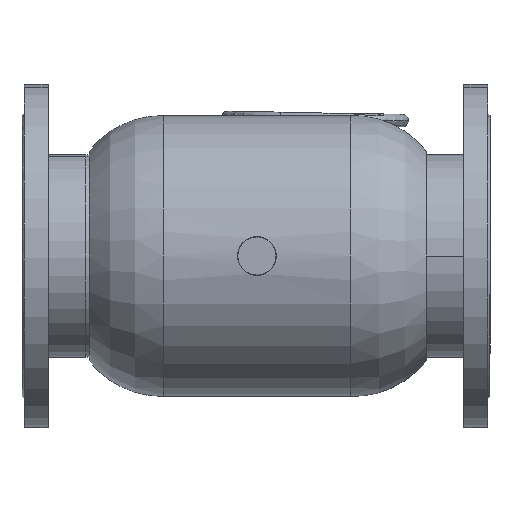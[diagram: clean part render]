
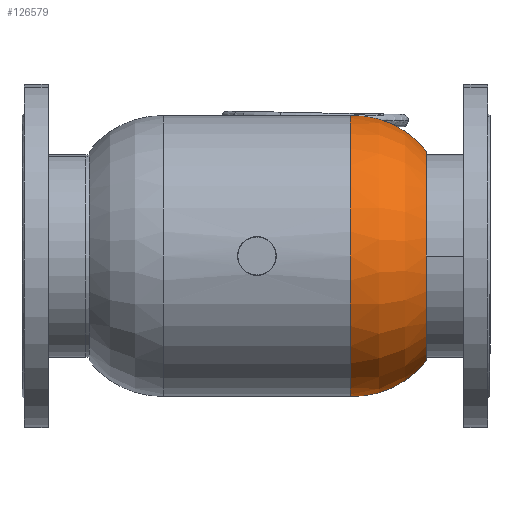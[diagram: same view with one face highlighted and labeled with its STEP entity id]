
A CAD part, front view. The second image highlights one B-rep face of the part: STEP entity #126579.
In plain terms, the highlighted toroidal (fillet/blend) face has major radius 77.068 mm and minor radius 148 mm.
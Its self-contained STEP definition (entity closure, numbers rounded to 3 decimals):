
#494 = AXIS2_PLACEMENT_3D ( 'NONE', #64692, #75718, #10798 ) ;
#3834 = CIRCLE ( 'NONE', #92676, 168. ) ;
#7283 = DIRECTION ( 'NONE',  ( -1., 0., 0. ) ) ;
#10798 = DIRECTION ( 'NONE',  ( 0., 0., -1. ) ) ;
#13627 = AXIS2_PLACEMENT_3D ( 'NONE', #110175, #21601, #85739 ) ;
#19923 = FACE_OUTER_BOUND ( 'NONE', #144943, .T. ) ;
#20058 = ORIENTED_EDGE ( 'NONE', *, *, #87877, .F. ) ;
#21601 = DIRECTION ( 'NONE',  ( 0., 1., 0. ) ) ;
#22007 = CARTESIAN_POINT ( 'NONE',  ( 271.249, 0., -168. ) ) ;
#25812 = TOROIDAL_SURFACE ( 'NONE', #138858, 77.068, 148. ) ;
#40225 = AXIS2_PLACEMENT_3D ( 'NONE', #45416, #72401, #140395 ) ;
#43635 = CIRCLE ( 'NONE', #494, 148. ) ;
#45416 = CARTESIAN_POINT ( 'NONE',  ( 150., 0., 0. ) ) ;
#50079 = CARTESIAN_POINT ( 'NONE',  ( 271.249, 0., 168. ) ) ;
#53571 = VERTEX_POINT ( 'NONE', #22007 ) ;
#63799 = CARTESIAN_POINT ( 'NONE',  ( 150., 0., -225. ) ) ;
#64692 = CARTESIAN_POINT ( 'NONE',  ( 154.479, 0., 77.068 ) ) ;
#72401 = DIRECTION ( 'NONE',  ( -1., 0., 0. ) ) ;
#75718 = DIRECTION ( 'NONE',  ( 0., -1., 0. ) ) ;
#76713 = CARTESIAN_POINT ( 'NONE',  ( 150., 0., 225. ) ) ;
#85236 = DIRECTION ( 'NONE',  ( -1., 0., 0. ) ) ;
#85739 = DIRECTION ( 'NONE',  ( 0., 0., 1. ) ) ;
#87877 = EDGE_CURVE ( 'NONE', #53571, #142137, #121403, .T. ) ;
#90358 = EDGE_CURVE ( 'NONE', #133481, #152795, #43635, .T. ) ;
#92676 = AXIS2_PLACEMENT_3D ( 'NONE', #97010, #85236, #149312 ) ;
#97010 = CARTESIAN_POINT ( 'NONE',  ( 271.249, 0., 0. ) ) ;
#97478 = DIRECTION ( 'NONE',  ( 0., 0., 1. ) ) ;
#100827 = ORIENTED_EDGE ( 'NONE', *, *, #90358, .T. ) ;
#110175 = CARTESIAN_POINT ( 'NONE',  ( 154.479, 0., -77.068 ) ) ;
#112913 = CIRCLE ( 'NONE', #40225, 225. ) ;
#121403 = CIRCLE ( 'NONE', #13627, 148. ) ;
#124455 = CARTESIAN_POINT ( 'NONE',  ( 154.479, 0., 0. ) ) ;
#126579 = ADVANCED_FACE ( 'NONE', ( #19923 ), #25812, .T. ) ;
#133481 = VERTEX_POINT ( 'NONE', #50079 ) ;
#138858 = AXIS2_PLACEMENT_3D ( 'NONE', #124455, #7283, #97478 ) ;
#140395 = DIRECTION ( 'NONE',  ( 0., 0., 1. ) ) ;
#142137 = VERTEX_POINT ( 'NONE', #63799 ) ;
#142977 = ORIENTED_EDGE ( 'NONE', *, *, #157229, .T. ) ;
#144943 = EDGE_LOOP ( 'NONE', ( #20058, #142977, #100827, #164191 ) ) ;
#147260 = EDGE_CURVE ( 'NONE', #142137, #152795, #112913, .T. ) ;
#149312 = DIRECTION ( 'NONE',  ( 0., 0., 1. ) ) ;
#152795 = VERTEX_POINT ( 'NONE', #76713 ) ;
#157229 = EDGE_CURVE ( 'NONE', #53571, #133481, #3834, .T. ) ;
#164191 = ORIENTED_EDGE ( 'NONE', *, *, #147260, .F. ) ;
